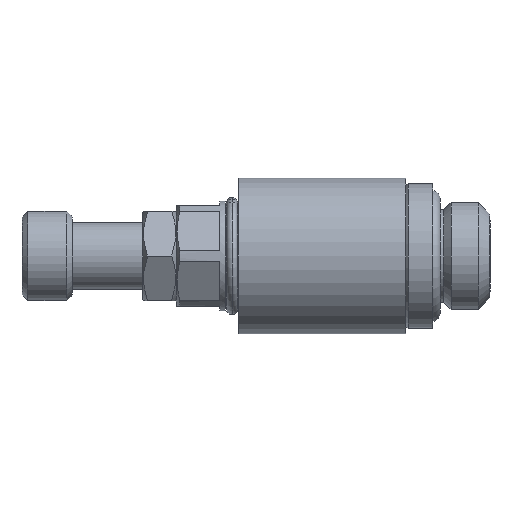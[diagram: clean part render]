
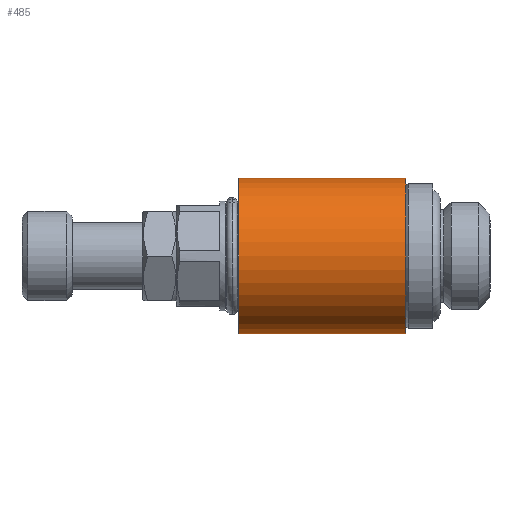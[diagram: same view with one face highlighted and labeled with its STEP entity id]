
A CAD part, left-side view. The second image highlights one B-rep face of the part: STEP entity #485.
In plain terms, the highlighted cylindrical face has radius 7 mm (diameter 14 mm), a partial arc.
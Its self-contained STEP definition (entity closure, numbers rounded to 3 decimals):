
#18 = EDGE_CURVE ( 'NONE', #339, #62, #885, .T. ) ;
#62 = VERTEX_POINT ( 'NONE', #953 ) ;
#63 = VERTEX_POINT ( 'NONE', #952 ) ;
#134 = EDGE_CURVE ( 'NONE', #340, #63, #1384, .T. ) ;
#339 = VERTEX_POINT ( 'NONE', #2875 ) ;
#340 = VERTEX_POINT ( 'NONE', #2874 ) ;
#349 = ORIENTED_EDGE ( 'NONE', *, *, #18, .F. ) ;
#350 = ORIENTED_EDGE ( 'NONE', *, *, #351, .F. ) ;
#351 = EDGE_CURVE ( 'NONE', #340, #339, #2903, .T. ) ;
#352 = ORIENTED_EDGE ( 'NONE', *, *, #134, .T. ) ;
#404 = EDGE_LOOP ( 'NONE', ( #349, #350, #352, #436 ) ) ;
#408 = EDGE_CURVE ( 'NONE', #62, #63, #3054, .T. ) ;
#436 = ORIENTED_EDGE ( 'NONE', *, *, #408, .F. ) ;
#485 = ADVANCED_FACE ( 'NONE', ( #3131 ), #3163, .T. ) ;
#882 = DIRECTION ( 'NONE',  ( 0., 1., 0. ) ) ;
#883 = VECTOR ( 'NONE', #882, 1000. ) ;
#884 = CARTESIAN_POINT ( 'NONE',  ( 0., 28.986, -7. ) ) ;
#885 = LINE ( 'NONE', #884, #883 ) ;
#952 = CARTESIAN_POINT ( 'NONE',  ( 0., 22.9, 7. ) ) ;
#953 = CARTESIAN_POINT ( 'NONE',  ( 0., 22.9, -7. ) ) ;
#1336 = DIRECTION ( 'NONE',  ( 0., 1., 0. ) ) ;
#1337 = VECTOR ( 'NONE', #1336, 1000. ) ;
#1338 = CARTESIAN_POINT ( 'NONE',  ( 0., 28.986, 7. ) ) ;
#1384 = LINE ( 'NONE', #1338, #1337 ) ;
#2874 = CARTESIAN_POINT ( 'NONE',  ( 0., 7.9, 7. ) ) ;
#2875 = CARTESIAN_POINT ( 'NONE',  ( 0., 7.9, -7. ) ) ;
#2897 = AXIS2_PLACEMENT_3D ( 'NONE', #2912, #2911, #2940 ) ;
#2903 = CIRCLE ( 'NONE', #2897, 7. ) ;
#2911 = DIRECTION ( 'NONE',  ( 0., -1., 0. ) ) ;
#2912 = CARTESIAN_POINT ( 'NONE',  ( 0., 7.9, 0. ) ) ;
#2940 = DIRECTION ( 'NONE',  ( 0., 0., -1. ) ) ;
#3052 = CARTESIAN_POINT ( 'NONE',  ( 0., 22.9, 0. ) ) ;
#3053 = AXIS2_PLACEMENT_3D ( 'NONE', #3052, #3073, #3072 ) ;
#3054 = CIRCLE ( 'NONE', #3053, 7. ) ;
#3072 = DIRECTION ( 'NONE',  ( 0., 0., 1. ) ) ;
#3073 = DIRECTION ( 'NONE',  ( 0., 1., 0. ) ) ;
#3131 = FACE_OUTER_BOUND ( 'NONE', #404, .T. ) ;
#3154 = DIRECTION ( 'NONE',  ( 0., 0., 1. ) ) ;
#3163 = CYLINDRICAL_SURFACE ( 'NONE', #3164, 7. ) ;
#3164 = AXIS2_PLACEMENT_3D ( 'NONE', #3176, #3165, #3154 ) ;
#3165 = DIRECTION ( 'NONE',  ( 0., 1., 0. ) ) ;
#3176 = CARTESIAN_POINT ( 'NONE',  ( 0., 28.986, 0. ) ) ;
